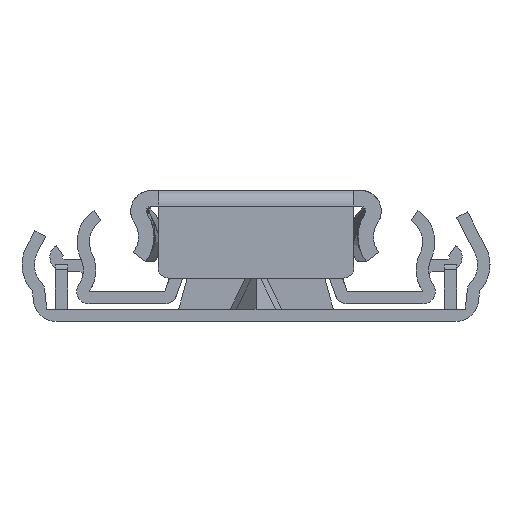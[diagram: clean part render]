
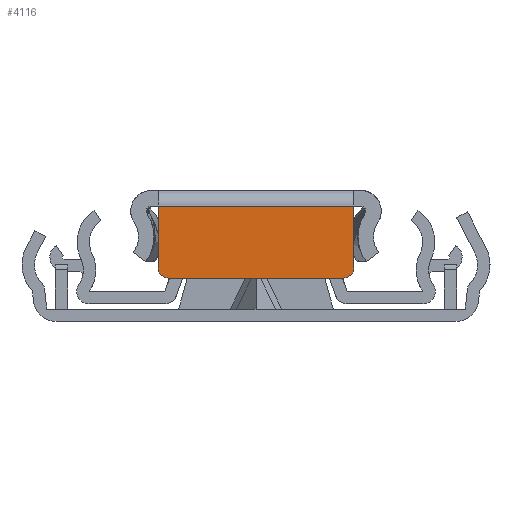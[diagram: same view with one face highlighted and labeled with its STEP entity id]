
A CAD part, left-side view. The second image highlights one B-rep face of the part: STEP entity #4116.
In plain terms, the highlighted planar face has unit normal (-1, 0, 0).
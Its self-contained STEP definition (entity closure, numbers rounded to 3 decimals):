
#564 = EDGE_CURVE ( 'NONE', #6741, #10435, #5020, .T. ) ;
#591 = VERTEX_POINT ( 'NONE', #2568 ) ;
#651 = CARTESIAN_POINT ( 'NONE',  ( -170., 9.5, 0. ) ) ;
#1072 = EDGE_CURVE ( 'NONE', #2492, #5284, #8458, .T. ) ;
#1445 = CARTESIAN_POINT ( 'NONE',  ( -170., 8.5, -6. ) ) ;
#1707 = ORIENTED_EDGE ( 'NONE', *, *, #564, .T. ) ;
#2000 = DIRECTION ( 'NONE',  ( 0., 0., 1. ) ) ;
#2090 = EDGE_LOOP ( 'NONE', ( #4359, #6430, #10564, #3231, #1707, #8695 ) ) ;
#2492 = VERTEX_POINT ( 'NONE', #3415 ) ;
#2568 = CARTESIAN_POINT ( 'NONE',  ( -170., 8.5, -7. ) ) ;
#2671 = CARTESIAN_POINT ( 'NONE',  ( -170., -9.5, 0. ) ) ;
#2696 = DIRECTION ( 'NONE',  ( -1., 0., 0. ) ) ;
#2765 = LINE ( 'NONE', #5659, #7754 ) ;
#2886 = CARTESIAN_POINT ( 'NONE',  ( -170., 9.5, 0. ) ) ;
#3053 = VECTOR ( 'NONE', #8835, 1000. ) ;
#3134 = VERTEX_POINT ( 'NONE', #2671 ) ;
#3187 = CARTESIAN_POINT ( 'NONE',  ( -170., -9.5, 0. ) ) ;
#3203 = AXIS2_PLACEMENT_3D ( 'NONE', #1445, #11774, #3204 ) ;
#3204 = DIRECTION ( 'NONE',  ( 0., 0., 1. ) ) ;
#3231 = ORIENTED_EDGE ( 'NONE', *, *, #6053, .T. ) ;
#3415 = CARTESIAN_POINT ( 'NONE',  ( -170., -8.5, -7. ) ) ;
#3765 = VECTOR ( 'NONE', #8366, 1000. ) ;
#4116 = ADVANCED_FACE ( 'NONE', ( #12327 ), #6640, .T. ) ;
#4359 = ORIENTED_EDGE ( 'NONE', *, *, #5458, .F. ) ;
#4670 = AXIS2_PLACEMENT_3D ( 'NONE', #5973, #8032, #8974 ) ;
#5012 = LINE ( 'NONE', #3187, #7780 ) ;
#5020 = LINE ( 'NONE', #5150, #3053 ) ;
#5150 = CARTESIAN_POINT ( 'NONE',  ( -170., 9.5, 0. ) ) ;
#5167 = AXIS2_PLACEMENT_3D ( 'NONE', #8513, #2696, #2000 ) ;
#5284 = VERTEX_POINT ( 'NONE', #11227 ) ;
#5458 = EDGE_CURVE ( 'NONE', #2492, #591, #2765, .T. ) ;
#5659 = CARTESIAN_POINT ( 'NONE',  ( -170., 9.5, -7. ) ) ;
#5973 = CARTESIAN_POINT ( 'NONE',  ( -170., -8.5, -6. ) ) ;
#6053 = EDGE_CURVE ( 'NONE', #3134, #6741, #9252, .T. ) ;
#6430 = ORIENTED_EDGE ( 'NONE', *, *, #1072, .T. ) ;
#6640 = PLANE ( 'NONE',  #5167 ) ;
#6741 = VERTEX_POINT ( 'NONE', #2886 ) ;
#7179 = EDGE_CURVE ( 'NONE', #5284, #3134, #5012, .T. ) ;
#7754 = VECTOR ( 'NONE', #10017, 1000. ) ;
#7780 = VECTOR ( 'NONE', #9827, 1000. ) ;
#8032 = DIRECTION ( 'NONE',  ( -1., 0., 0. ) ) ;
#8044 = EDGE_CURVE ( 'NONE', #10435, #591, #8599, .T. ) ;
#8366 = DIRECTION ( 'NONE',  ( 0., 1., 0. ) ) ;
#8458 = CIRCLE ( 'NONE', #4670, 1. ) ;
#8513 = CARTESIAN_POINT ( 'NONE',  ( -170., 0., 0. ) ) ;
#8599 = CIRCLE ( 'NONE', #3203, 1. ) ;
#8695 = ORIENTED_EDGE ( 'NONE', *, *, #8044, .T. ) ;
#8835 = DIRECTION ( 'NONE',  ( 0., 0., -1. ) ) ;
#8974 = DIRECTION ( 'NONE',  ( 0., 0., 1. ) ) ;
#9252 = LINE ( 'NONE', #651, #3765 ) ;
#9827 = DIRECTION ( 'NONE',  ( 0., 0., 1. ) ) ;
#10017 = DIRECTION ( 'NONE',  ( 0., 1., 0. ) ) ;
#10435 = VERTEX_POINT ( 'NONE', #12141 ) ;
#10564 = ORIENTED_EDGE ( 'NONE', *, *, #7179, .T. ) ;
#11227 = CARTESIAN_POINT ( 'NONE',  ( -170., -9.5, -6. ) ) ;
#11774 = DIRECTION ( 'NONE',  ( -1., 0., 0. ) ) ;
#12141 = CARTESIAN_POINT ( 'NONE',  ( -170., 9.5, -6. ) ) ;
#12327 = FACE_OUTER_BOUND ( 'NONE', #2090, .T. ) ;
